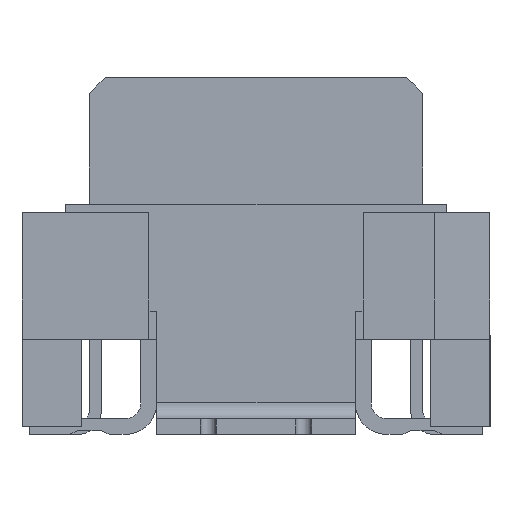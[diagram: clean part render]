
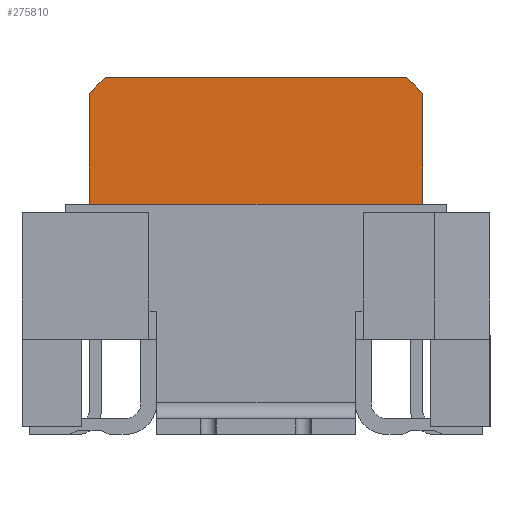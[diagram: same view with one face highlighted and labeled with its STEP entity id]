
A CAD part, front view. The second image highlights one B-rep face of the part: STEP entity #275810.
In plain terms, the highlighted planar face has unit normal (0, -1, 0).
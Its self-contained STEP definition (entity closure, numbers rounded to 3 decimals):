
#75830=CARTESIAN_POINT('',(-3.459,-1.05,3.308));
#75840=VERTEX_POINT('',#75830);
#75870=CARTESIAN_POINT('',(-3.459,-1.05,0.));
#75880=DIRECTION('',(0.,0.,-1.));
#75890=VECTOR('',#75880,1.);
#75900=LINE('',#75870,#75890);
#75910=CARTESIAN_POINT('',(-3.459,-1.05,1.808));
#75920=VERTEX_POINT('',#75910);
#75930=EDGE_CURVE('',#75840,#75920,#75900,.T.);
#105480=CARTESIAN_POINT('',(-3.259,-1.05,3.508));
#105490=VERTEX_POINT('',#105480);
#105520=CARTESIAN_POINT('',(-6.767,-1.05,0.));
#105530=DIRECTION('',(-0.707,0.,-0.707));
#105540=VECTOR('',#105530,1.);
#105550=LINE('',#105520,#105540);
#105560=EDGE_CURVE('',#105490,#75840,#105550,.T.);
#146440=CARTESIAN_POINT('',(0.,-1.05,3.508));
#146450=DIRECTION('',(-1.,0.,0.));
#146460=VECTOR('',#146450,1.);
#146470=LINE('',#146440,#146460);
#146480=CARTESIAN_POINT('',(0.541,-1.05,3.508));
#146490=VERTEX_POINT('',#146480);
#146500=EDGE_CURVE('',#146490,#105490,#146470,.T.);
#175720=CARTESIAN_POINT('',(0.741,-1.05,1.808));
#175730=VERTEX_POINT('',#175720);
#175760=CARTESIAN_POINT('',(0.741,-1.05,0.));
#175770=DIRECTION('',(0.,0.,1.));
#175780=VECTOR('',#175770,1.);
#175790=LINE('',#175760,#175780);
#175800=CARTESIAN_POINT('',(0.741,-1.05,3.308));
#175810=VERTEX_POINT('',#175800);
#175820=EDGE_CURVE('',#175730,#175810,#175790,.T.);
#193200=CARTESIAN_POINT('',(4.049,-1.05,0.));
#193210=DIRECTION('',(-0.707,0.,0.707));
#193220=VECTOR('',#193210,1.);
#193230=LINE('',#193200,#193220);
#193240=EDGE_CURVE('',#175810,#146490,#193230,.T.);
#210790=CARTESIAN_POINT('',(0.,-1.05,1.808));
#210800=DIRECTION('',(1.,0.,0.));
#210810=VECTOR('',#210800,1.);
#210820=LINE('',#210790,#210810);
#210830=EDGE_CURVE('',#75920,#175730,#210820,.T.);
#275680=CARTESIAN_POINT('',(0.741,-1.05,1.808));
#275690=DIRECTION('',(-0.,-1.,-0.));
#275700=DIRECTION('',(-1.,0.,0.));
#275710=AXIS2_PLACEMENT_3D('',#275680,#275690,#275700);
#275720=PLANE('',#275710);
#275730=ORIENTED_EDGE('',*,*,#75930,.T.);
#275740=ORIENTED_EDGE('',*,*,#105560,.T.);
#275750=ORIENTED_EDGE('',*,*,#146500,.T.);
#275760=ORIENTED_EDGE('',*,*,#193240,.T.);
#275770=ORIENTED_EDGE('',*,*,#175820,.T.);
#275780=ORIENTED_EDGE('',*,*,#210830,.T.);
#275790=EDGE_LOOP('',(#275780,#275770,#275760,#275750,#275740,#275730));
#275800=FACE_OUTER_BOUND('',#275790,.T.);
#275810=ADVANCED_FACE('',(#275800),#275720,.T.);
